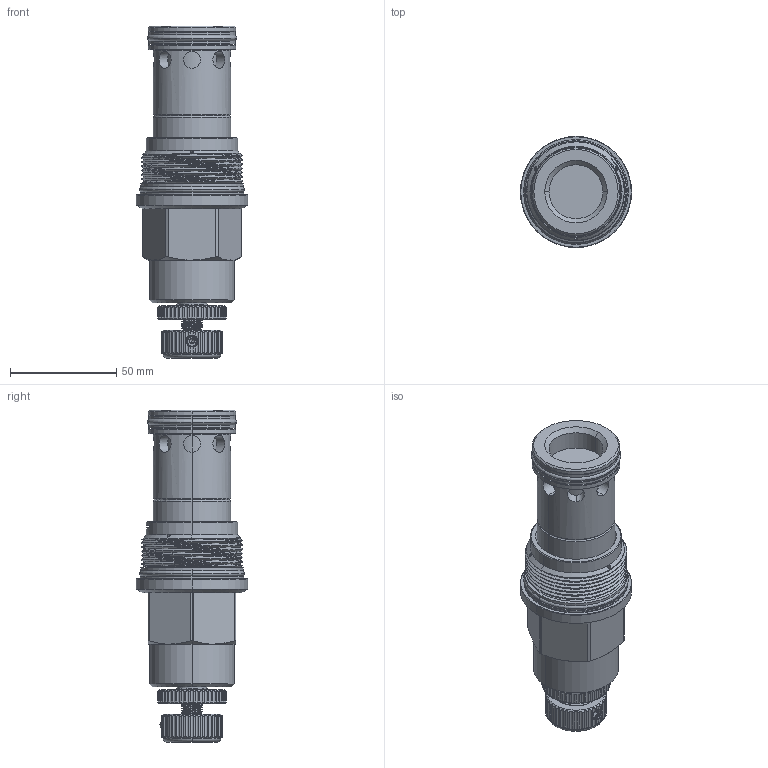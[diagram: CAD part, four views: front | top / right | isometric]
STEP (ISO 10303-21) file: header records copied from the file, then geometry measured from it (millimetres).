
FILE_DESCRIPTION (( 'STEP AP203' ), '1' );
FILE_NAME ('RP18A22-K.STEP', '2020-03-24T01:03:37', ( '' ), ( '' ), 'SwSTEP 2.0', 'SolidWorks 2018', '' );
FILE_SCHEMA (( 'CONFIG_CONTROL_DESIGN' ));
Length unit declared in the file: millimetre
Products named in the file (1): RP18A22-K
Bounding box: 52.37 x 52.37 x 156.15 mm (x, y, z)
Volume: 181615.8 mm3; surface area: 38250.9 mm2
Topology: 12 solids, 12 shells, 886 faces, 2380 edges, 1516 vertices
Faces by surface type: cylinder 436, plane 208, torus 90, cone 88, bspline 60, sphere 4
Entity records: 61626 total; most frequent: CARTESIAN_POINT 41127, ORIENTED_EDGE 4692, DIRECTION 3791, EDGE_CURVE 2346, VERTEX_POINT 1510, AXIS2_PLACEMENT_3D 1477, EDGE_LOOP 930, FACE_OUTER_BOUND 886
